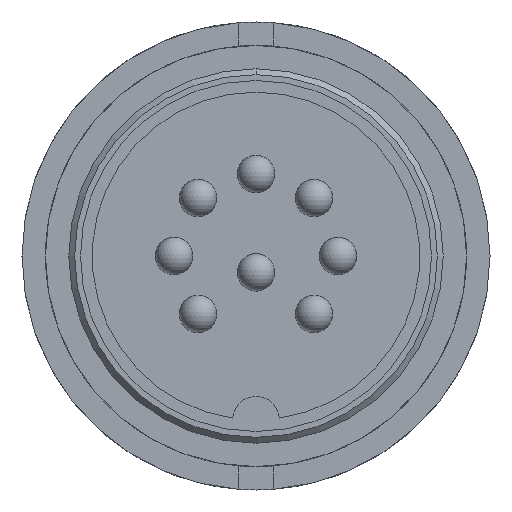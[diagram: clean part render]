
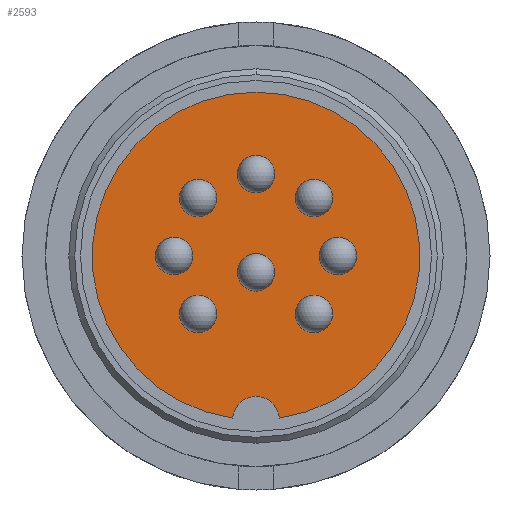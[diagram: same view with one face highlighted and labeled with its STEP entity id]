
A CAD part, front view. The second image highlights one B-rep face of the part: STEP entity #2593.
In plain terms, the highlighted planar face has unit normal (0, -1, 0).
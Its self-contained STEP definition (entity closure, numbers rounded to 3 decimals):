
#443=CARTESIAN_POINT('',(4.3,-8.5,0.));
#444=VERTEX_POINT('',#443);
#453=CARTESIAN_POINT('',(2.7,-8.5,0.));
#454=VERTEX_POINT('',#453);
#455=CARTESIAN_POINT('',(3.5,-8.5,0.0));
#456=DIRECTION('',(0.0,1.0,0.0));
#457=DIRECTION('',(1.0,0.0,0.0));
#458=AXIS2_PLACEMENT_3D('',#455,#456,#457);
#459=CIRCLE('',#458,0.8);
#460=EDGE_CURVE('',#454,#444,#459,.T.);
#485=CARTESIAN_POINT('',(0.8,-8.5,3.5));
#486=VERTEX_POINT('',#485);
#495=CARTESIAN_POINT('',(-0.8,-8.5,3.5));
#496=VERTEX_POINT('',#495);
#497=CARTESIAN_POINT('',(0.0,-8.5,3.5));
#498=DIRECTION('',(0.0,1.0,0.0));
#499=DIRECTION('',(1.0,0.0,0.0));
#500=AXIS2_PLACEMENT_3D('',#497,#498,#499);
#501=CIRCLE('',#500,0.8);
#502=EDGE_CURVE('',#496,#486,#501,.T.);
#527=CARTESIAN_POINT('',(-1.675,-8.5,2.475));
#528=VERTEX_POINT('',#527);
#537=CARTESIAN_POINT('',(-3.275,-8.5,2.475));
#538=VERTEX_POINT('',#537);
#539=CARTESIAN_POINT('',(-2.475,-8.5,2.475));
#540=DIRECTION('',(0.0,1.0,0.0));
#541=DIRECTION('',(1.0,0.0,0.0));
#542=AXIS2_PLACEMENT_3D('',#539,#540,#541);
#543=CIRCLE('',#542,0.8);
#544=EDGE_CURVE('',#538,#528,#543,.T.);
#569=CARTESIAN_POINT('',(-1.675,-8.5,-2.475));
#570=VERTEX_POINT('',#569);
#579=CARTESIAN_POINT('',(-3.275,-8.5,-2.475));
#580=VERTEX_POINT('',#579);
#581=CARTESIAN_POINT('',(-2.475,-8.5,-2.475));
#582=DIRECTION('',(0.0,1.0,0.0));
#583=DIRECTION('',(1.0,0.0,0.0));
#584=AXIS2_PLACEMENT_3D('',#581,#582,#583);
#585=CIRCLE('',#584,0.8);
#586=EDGE_CURVE('',#580,#570,#585,.T.);
#611=CARTESIAN_POINT('',(3.275,-8.5,-2.475));
#612=VERTEX_POINT('',#611);
#621=CARTESIAN_POINT('',(1.675,-8.5,-2.475));
#622=VERTEX_POINT('',#621);
#623=CARTESIAN_POINT('',(2.475,-8.5,-2.475));
#624=DIRECTION('',(0.0,1.0,0.0));
#625=DIRECTION('',(1.0,0.0,0.0));
#626=AXIS2_PLACEMENT_3D('',#623,#624,#625);
#627=CIRCLE('',#626,0.8);
#628=EDGE_CURVE('',#622,#612,#627,.T.);
#653=CARTESIAN_POINT('',(3.275,-8.5,2.475));
#654=VERTEX_POINT('',#653);
#663=CARTESIAN_POINT('',(1.675,-8.5,2.475));
#664=VERTEX_POINT('',#663);
#665=CARTESIAN_POINT('',(2.475,-8.5,2.475));
#666=DIRECTION('',(0.0,1.0,0.0));
#667=DIRECTION('',(1.0,0.0,0.0));
#668=AXIS2_PLACEMENT_3D('',#665,#666,#667);
#669=CIRCLE('',#668,0.8);
#670=EDGE_CURVE('',#664,#654,#669,.T.);
#695=CARTESIAN_POINT('',(-2.7,-8.5,0.));
#696=VERTEX_POINT('',#695);
#705=CARTESIAN_POINT('',(-4.3,-8.5,0.));
#706=VERTEX_POINT('',#705);
#707=CARTESIAN_POINT('',(-3.5,-8.5,0.0));
#708=DIRECTION('',(0.0,1.0,0.0));
#709=DIRECTION('',(1.0,0.0,0.0));
#710=AXIS2_PLACEMENT_3D('',#707,#708,#709);
#711=CIRCLE('',#710,0.8);
#712=EDGE_CURVE('',#706,#696,#711,.T.);
#737=CARTESIAN_POINT('',(0.8,-8.5,-0.7));
#738=VERTEX_POINT('',#737);
#747=CARTESIAN_POINT('',(-0.8,-8.5,-0.7));
#748=VERTEX_POINT('',#747);
#749=CARTESIAN_POINT('',(0.0,-8.5,-0.7));
#750=DIRECTION('',(0.0,1.0,0.0));
#751=DIRECTION('',(1.0,0.0,0.0));
#752=AXIS2_PLACEMENT_3D('',#749,#750,#751);
#753=CIRCLE('',#752,0.8);
#754=EDGE_CURVE('',#748,#738,#753,.T.);
#781=CARTESIAN_POINT('',(0.,-8.5,7.));
#782=VERTEX_POINT('',#781);
#798=CARTESIAN_POINT('',(-0.997,-8.5,-6.929));
#799=VERTEX_POINT('',#798);
#806=CARTESIAN_POINT('',(0.0,-8.5,0.));
#807=DIRECTION('',(0.0,1.0,0.0));
#808=DIRECTION('',(0.0,0.0,1.0));
#809=AXIS2_PLACEMENT_3D('',#806,#807,#808);
#810=CIRCLE('',#809,7.);
#811=EDGE_CURVE('',#799,#782,#810,.T.);
#2478=CARTESIAN_POINT('',(0.997,-8.5,-6.929));
#2479=VERTEX_POINT('',#2478);
#2486=CARTESIAN_POINT('',(0.0,-8.5,-7.));
#2487=DIRECTION('',(0.0,1.0,0.0));
#2488=DIRECTION('',(-0.997,0.0,0.071));
#2489=AXIS2_PLACEMENT_3D('',#2486,#2487,#2488);
#2490=CIRCLE('',#2489,1.0);
#2491=EDGE_CURVE('',#799,#2479,#2490,.T.);
#2497=CARTESIAN_POINT('',(0.0,-8.5,3.5));
#2498=DIRECTION('',(0.0,-1.0,0.0));
#2499=DIRECTION('',(0.0,0.0,-1.0));
#2500=AXIS2_PLACEMENT_3D('',#2497,#2498,#2499);
#2501=PLANE('',#2500);
#2502=ORIENTED_EDGE('',*,*,#2491,.T.);
#2503=CARTESIAN_POINT('',(0.0,-8.5,0.));
#2504=DIRECTION('',(0.0,1.0,0.0));
#2505=DIRECTION('',(0.0,0.0,1.0));
#2506=AXIS2_PLACEMENT_3D('',#2503,#2504,#2505);
#2507=CIRCLE('',#2506,7.);
#2508=EDGE_CURVE('',#782,#2479,#2507,.T.);
#2509=ORIENTED_EDGE('',*,*,#2508,.F.);
#2510=ORIENTED_EDGE('',*,*,#811,.F.);
#2511=EDGE_LOOP('',(#2502,#2509,#2510));
#2512=FACE_OUTER_BOUND('',#2511,.T.);
#2513=ORIENTED_EDGE('',*,*,#754,.T.);
#2514=CARTESIAN_POINT('',(0.0,-8.5,-0.7));
#2515=DIRECTION('',(0.0,1.0,0.0));
#2516=DIRECTION('',(1.0,0.0,0.0));
#2517=AXIS2_PLACEMENT_3D('',#2514,#2515,#2516);
#2518=CIRCLE('',#2517,0.8);
#2519=EDGE_CURVE('',#738,#748,#2518,.T.);
#2520=ORIENTED_EDGE('',*,*,#2519,.T.);
#2521=EDGE_LOOP('',(#2513,#2520));
#2522=FACE_BOUND('',#2521,.T.);
#2523=ORIENTED_EDGE('',*,*,#712,.T.);
#2524=CARTESIAN_POINT('',(-3.5,-8.5,0.0));
#2525=DIRECTION('',(0.0,1.0,0.0));
#2526=DIRECTION('',(1.0,0.0,0.0));
#2527=AXIS2_PLACEMENT_3D('',#2524,#2525,#2526);
#2528=CIRCLE('',#2527,0.8);
#2529=EDGE_CURVE('',#696,#706,#2528,.T.);
#2530=ORIENTED_EDGE('',*,*,#2529,.T.);
#2531=EDGE_LOOP('',(#2523,#2530));
#2532=FACE_BOUND('',#2531,.T.);
#2533=ORIENTED_EDGE('',*,*,#670,.T.);
#2534=CARTESIAN_POINT('',(2.475,-8.5,2.475));
#2535=DIRECTION('',(0.0,1.0,0.0));
#2536=DIRECTION('',(1.0,0.0,0.0));
#2537=AXIS2_PLACEMENT_3D('',#2534,#2535,#2536);
#2538=CIRCLE('',#2537,0.8);
#2539=EDGE_CURVE('',#654,#664,#2538,.T.);
#2540=ORIENTED_EDGE('',*,*,#2539,.T.);
#2541=EDGE_LOOP('',(#2533,#2540));
#2542=FACE_BOUND('',#2541,.T.);
#2543=ORIENTED_EDGE('',*,*,#628,.T.);
#2544=CARTESIAN_POINT('',(2.475,-8.5,-2.475));
#2545=DIRECTION('',(0.0,1.0,0.0));
#2546=DIRECTION('',(1.0,0.0,0.0));
#2547=AXIS2_PLACEMENT_3D('',#2544,#2545,#2546);
#2548=CIRCLE('',#2547,0.8);
#2549=EDGE_CURVE('',#612,#622,#2548,.T.);
#2550=ORIENTED_EDGE('',*,*,#2549,.T.);
#2551=EDGE_LOOP('',(#2543,#2550));
#2552=FACE_BOUND('',#2551,.T.);
#2553=ORIENTED_EDGE('',*,*,#586,.T.);
#2554=CARTESIAN_POINT('',(-2.475,-8.5,-2.475));
#2555=DIRECTION('',(0.0,1.0,0.0));
#2556=DIRECTION('',(1.0,0.0,0.0));
#2557=AXIS2_PLACEMENT_3D('',#2554,#2555,#2556);
#2558=CIRCLE('',#2557,0.8);
#2559=EDGE_CURVE('',#570,#580,#2558,.T.);
#2560=ORIENTED_EDGE('',*,*,#2559,.T.);
#2561=EDGE_LOOP('',(#2553,#2560));
#2562=FACE_BOUND('',#2561,.T.);
#2563=ORIENTED_EDGE('',*,*,#544,.T.);
#2564=CARTESIAN_POINT('',(-2.475,-8.5,2.475));
#2565=DIRECTION('',(0.0,1.0,0.0));
#2566=DIRECTION('',(1.0,0.0,0.0));
#2567=AXIS2_PLACEMENT_3D('',#2564,#2565,#2566);
#2568=CIRCLE('',#2567,0.8);
#2569=EDGE_CURVE('',#528,#538,#2568,.T.);
#2570=ORIENTED_EDGE('',*,*,#2569,.T.);
#2571=EDGE_LOOP('',(#2563,#2570));
#2572=FACE_BOUND('',#2571,.T.);
#2573=ORIENTED_EDGE('',*,*,#502,.T.);
#2574=CARTESIAN_POINT('',(0.0,-8.5,3.5));
#2575=DIRECTION('',(0.0,1.0,0.0));
#2576=DIRECTION('',(1.0,0.0,0.0));
#2577=AXIS2_PLACEMENT_3D('',#2574,#2575,#2576);
#2578=CIRCLE('',#2577,0.8);
#2579=EDGE_CURVE('',#486,#496,#2578,.T.);
#2580=ORIENTED_EDGE('',*,*,#2579,.T.);
#2581=EDGE_LOOP('',(#2573,#2580));
#2582=FACE_BOUND('',#2581,.T.);
#2583=ORIENTED_EDGE('',*,*,#460,.T.);
#2584=CARTESIAN_POINT('',(3.5,-8.5,0.0));
#2585=DIRECTION('',(0.0,1.0,0.0));
#2586=DIRECTION('',(1.0,0.0,0.0));
#2587=AXIS2_PLACEMENT_3D('',#2584,#2585,#2586);
#2588=CIRCLE('',#2587,0.8);
#2589=EDGE_CURVE('',#444,#454,#2588,.T.);
#2590=ORIENTED_EDGE('',*,*,#2589,.T.);
#2591=EDGE_LOOP('',(#2583,#2590));
#2592=FACE_BOUND('',#2591,.T.);
#2593=ADVANCED_FACE('',(#2512,#2522,#2532,#2542,#2552,#2562,#2572,#2582,#2592),#2501,.T.);
